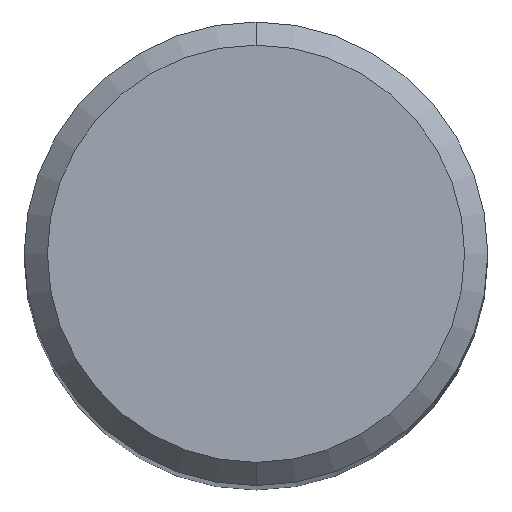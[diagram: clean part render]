
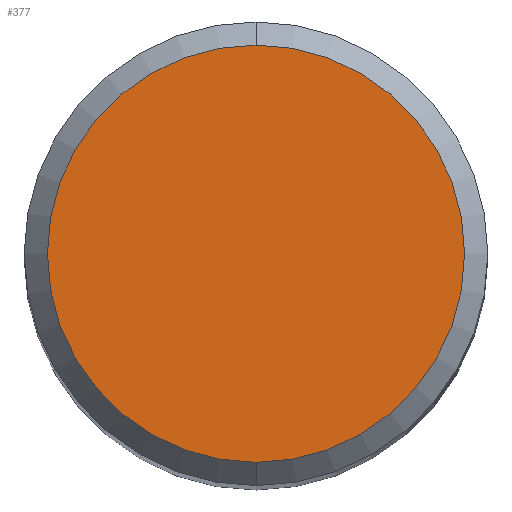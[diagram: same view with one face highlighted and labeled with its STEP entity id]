
A CAD part, top view. The second image highlights one B-rep face of the part: STEP entity #377.
In plain terms, the highlighted planar face has unit normal (0, 0, 1).
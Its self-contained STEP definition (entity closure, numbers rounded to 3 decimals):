
#325=EDGE_CURVE('',#417,#497,#722,.T.);
#377=ADVANCED_FACE('',(#776),#777,.T.);
#397=EDGE_CURVE('',#497,#417,#797,.T.);
#417=VERTEX_POINT('',#819);
#497=VERTEX_POINT('',#911);
#722=CIRCLE('',#1196,3.6);
#776=FACE_OUTER_BOUND('',#1296,.T.);
#777=PLANE('',#1297);
#797=CIRCLE('',#1378,3.6);
#819=CARTESIAN_POINT('',(0.0,3.6,0.0));
#911=CARTESIAN_POINT('',(0.,-3.6,0.0));
#1196=AXIS2_PLACEMENT_3D('',#1901,#1902,#1903);
#1296=EDGE_LOOP('',(#1944,#1945));
#1297=AXIS2_PLACEMENT_3D('',#1946,#1947,#1948);
#1378=AXIS2_PLACEMENT_3D('',#1952,#1953,#1954);
#1901=CARTESIAN_POINT('',(0.0,0.0,0.0));
#1902=DIRECTION('',(0.0,0.0,-1.0));
#1903=DIRECTION('',(0.0,1.0,0.0));
#1944=ORIENTED_EDGE('',*,*,#325,.F.);
#1945=ORIENTED_EDGE('',*,*,#397,.F.);
#1946=CARTESIAN_POINT('',(0.0,1.8,0.0));
#1947=DIRECTION('',(-0.0,0.0,1.0));
#1948=DIRECTION('',(0.0,-1.0,0.0));
#1952=CARTESIAN_POINT('',(0.0,0.0,0.0));
#1953=DIRECTION('',(0.0,0.0,-1.0));
#1954=DIRECTION('',(0.0,1.0,0.0));
